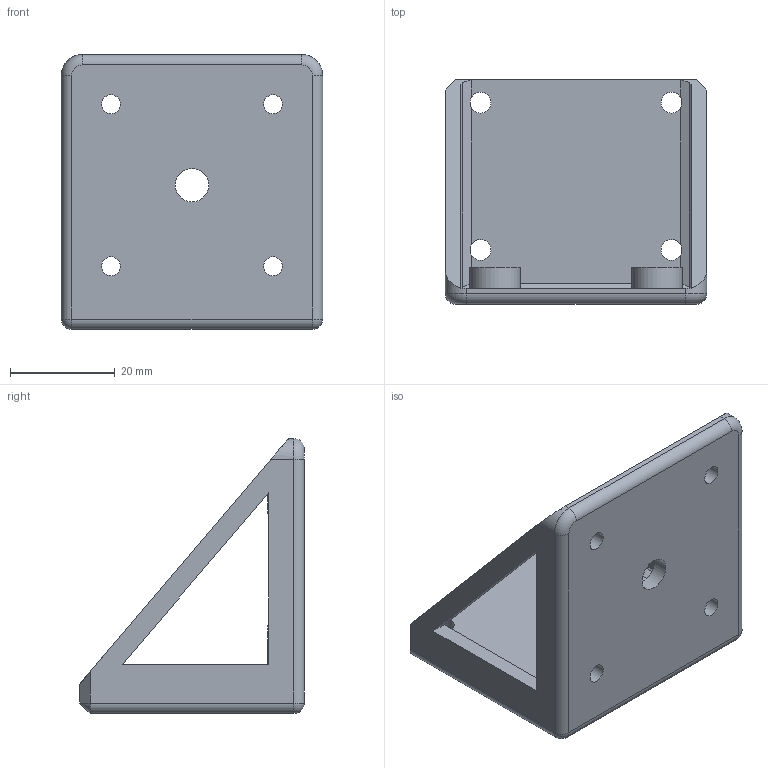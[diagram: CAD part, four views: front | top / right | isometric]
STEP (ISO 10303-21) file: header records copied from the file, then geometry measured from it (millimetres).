
FILE_DESCRIPTION(('STEP AP242'), '1');
FILE_NAME('鵽鎀鍧', '', ('UNSPECIFIED'), ('UNSPECIFIED'), 'C3D Converter', 'C3D Toolkit', '');
FILE_SCHEMA(('AP242_MANAGED_MODEL_BASED_3D_ENGINEERING_MIM_LF { 1 0 10303 442 1 1 4 }'));
Length unit declared in the file: millimetre
Bounding box: 50 x 43 x 52.6 mm (x, y, z)
Volume: 22163.2 mm3; surface area: 13173.4 mm2
Topology: 1 solids, 1 shells, 57 faces, 149 edges, 90 vertices
Faces by surface type: plane 30, cylinder 21, torus 2, sphere 2, bspline 2
Full cylindrical faces by diameter (mm): 3.6 x4, 4 x4, 6.4 x1, 9.6 x4
Entity records: 1770 total; most frequent: CARTESIAN_POINT 348, DIRECTION 286, ORIENTED_EDGE 264, EDGE_CURVE 132, AXIS2_PLACEMENT_3D 104, EDGE_LOOP 92, VERTEX_POINT 90, LINE 78
